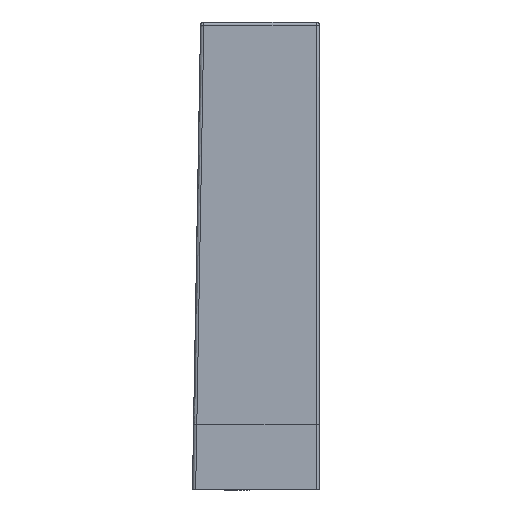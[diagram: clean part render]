
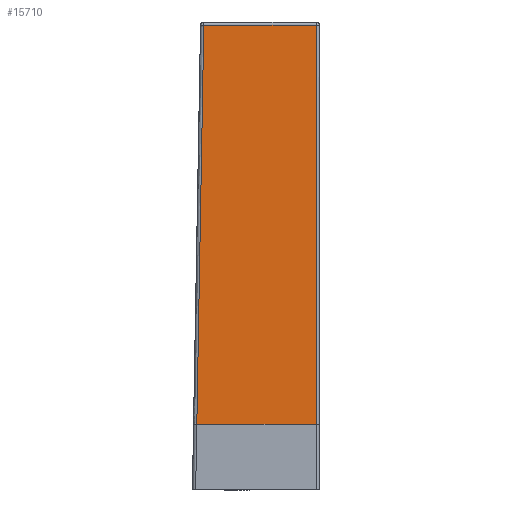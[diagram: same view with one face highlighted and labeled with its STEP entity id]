
A CAD part, left-side view. The second image highlights one B-rep face of the part: STEP entity #15710.
In plain terms, the highlighted free-form (B-spline) face has degree [2, 1] with [5, 2] control points.
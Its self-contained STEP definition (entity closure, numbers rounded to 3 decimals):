
#280 = CARTESIAN_POINT ( 'NONE',  ( 25., 121.537, 10. ) ) ;
#433 = VECTOR ( 'NONE', #10763, 1000. ) ;
#1487 = EDGE_CURVE ( 'NONE', #3647, #28586, #25890, .T. ) ;
#2310 = CARTESIAN_POINT ( 'NONE',  ( 75., 60.768, 425. ) ) ;
#3647 = VERTEX_POINT ( 'NONE', #17761 ) ;
#4188 = FACE_OUTER_BOUND ( 'NONE', #23792, .T. ) ;
#5213 = CARTESIAN_POINT ( 'NONE',  ( 75., 0., 428. ) ) ;
#5654 = VERTEX_POINT ( 'NONE', #28297 ) ;
#7650 = CARTESIAN_POINT ( 'NONE',  ( 75., 121.537, 428. ) ) ;
#8106 = VECTOR ( 'NONE', #20462, 1000. ) ;
#9191 = EDGE_CURVE ( 'NONE', #28586, #20439, #23256, .T. ) ;
#10180 = CARTESIAN_POINT ( 'NONE',  ( 75., 0., 243. ) ) ;
#10708 = EDGE_CURVE ( 'NONE', #5654, #20439, #28080, .T. ) ;
#10763 = DIRECTION ( 'NONE',  ( 0., 1., 0. ) ) ;
#11704 = EDGE_CURVE ( 'NONE', #3647, #5654, #22827, .T. ) ;
#12682 = CARTESIAN_POINT ( 'NONE',  ( 75., 0., 60. ) ) ;
#15007 = ORIENTED_EDGE ( 'NONE', *, *, #11704, .F. ) ;
#15169 = CARTESIAN_POINT ( 'NONE',  ( 75., 108.783, 251.548 ) ) ;
#15240 = CARTESIAN_POINT ( 'NONE',  ( 75., 0., 10. ) ) ;
#15710 = ADVANCED_FACE ( 'NONE', ( #4188 ), #20707, .T. ) ;
#16333 = DIRECTION ( 'NONE',  ( 0., 1., 0. ) ) ;
#17472 = CARTESIAN_POINT ( 'NONE',  ( 75., -0.02, 60.052 ) ) ;
#17736 = CARTESIAN_POINT ( 'NONE',  ( 25., 0., 10. ) ) ;
#17761 = CARTESIAN_POINT ( 'NONE',  ( 75., 3., 425. ) ) ;
#19737 = CARTESIAN_POINT ( 'NONE',  ( 75., 112.126, 60.052 ) ) ;
#19993 = CARTESIAN_POINT ( 'NONE',  ( 75., 121.537, 243. ) ) ;
#20439 = VERTEX_POINT ( 'NONE', #19737 ) ;
#20462 = DIRECTION ( 'NONE',  ( 0., 0., -1. ) ) ;
#20707 =( BOUNDED_SURFACE ( )  B_SPLINE_SURFACE ( 2, 1, ( 
 ( #7650, #5213 ),
 ( #19993, #10180 ),
 ( #27282, #12682 ),
 ( #29772, #15240 ),
 ( #280, #17736 ) ),
 .UNSPECIFIED., .F., .F., .F. ) 
 B_SPLINE_SURFACE_WITH_KNOTS ( ( 3, 2, 3 ),
 ( 2, 2 ),
 ( 1098.54, 1468.54, 1547.08 ),
 ( 0., 121.537 ),
 .UNSPECIFIED. ) 
 GEOMETRIC_REPRESENTATION_ITEM ( )  RATIONAL_B_SPLINE_SURFACE ( (
 ( 1., 1.),
 ( 1., 1.),
 ( 1., 1.),
 ( 0.707, 0.707),
 ( 1., 1.) ) ) 
 REPRESENTATION_ITEM ( '' )  SURFACE ( )  );
#20983 = DIRECTION ( 'NONE',  ( 0., 0.017, -1. ) ) ;
#21001 = VECTOR ( 'NONE', #16333, 1000. ) ;
#22193 = CARTESIAN_POINT ( 'NONE',  ( 75., 3., 251.5 ) ) ;
#22827 = LINE ( 'NONE', #22193, #8106 ) ;
#23256 = LINE ( 'NONE', #15169, #28858 ) ;
#23792 = EDGE_LOOP ( 'NONE', ( #27121, #15007, #29419, #25257 ) ) ;
#25257 = ORIENTED_EDGE ( 'NONE', *, *, #9191, .T. ) ;
#25890 = LINE ( 'NONE', #2310, #433 ) ;
#27121 = ORIENTED_EDGE ( 'NONE', *, *, #10708, .F. ) ;
#27282 = CARTESIAN_POINT ( 'NONE',  ( 75., 121.537, 60. ) ) ;
#28080 = LINE ( 'NONE', #17472, #21001 ) ;
#28297 = CARTESIAN_POINT ( 'NONE',  ( 75., 3., 60.052 ) ) ;
#28586 = VERTEX_POINT ( 'NONE', #31779 ) ;
#28858 = VECTOR ( 'NONE', #20983, 1000. ) ;
#29419 = ORIENTED_EDGE ( 'NONE', *, *, #1487, .T. ) ;
#29772 = CARTESIAN_POINT ( 'NONE',  ( 75., 121.537, 10. ) ) ;
#31779 = CARTESIAN_POINT ( 'NONE',  ( 75., 105.756, 425. ) ) ;
